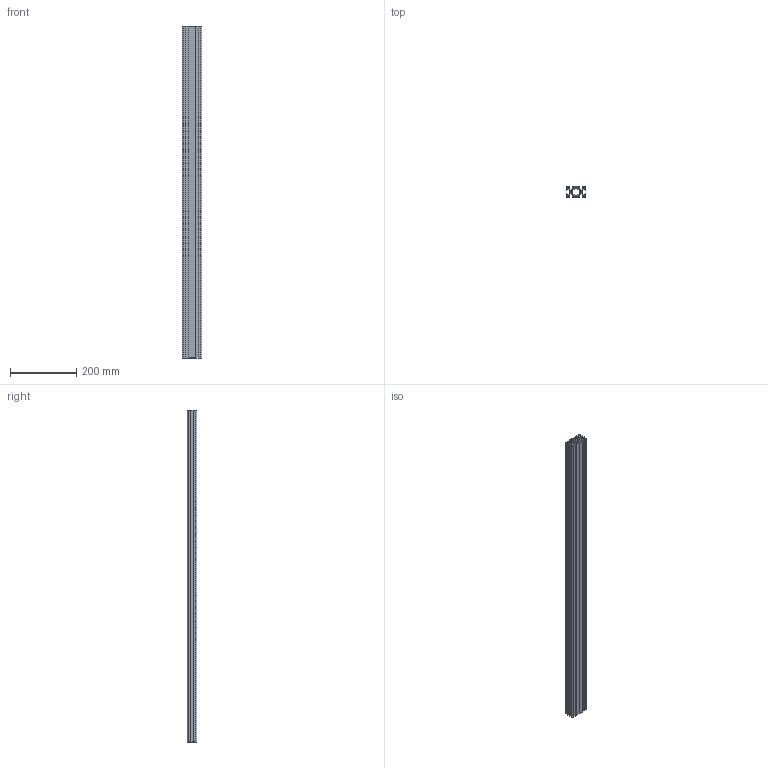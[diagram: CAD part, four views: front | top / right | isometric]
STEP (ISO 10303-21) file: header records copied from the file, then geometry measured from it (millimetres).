
FILE_DESCRIPTION(/* description */ (''),/* implementation_level */ '2;1');
FILE_NAME(/* name */ '113015',/* time_stamp */ '2014-10-06T11:21:03+02:00',/* author */ (''),/* organization */ (''),/* preprocessor_version */ 'ST-DEVELOPER v14',/* originating_system */ 'HiCAD 2013 1802.4 Build 509',/* authorisation */ '');
FILE_SCHEMA (('AUTOMOTIVE_DESIGN { 1 0 10303 214 1 1 1 1 }'));
Length unit declared in the file: millimetre
Products named in the file (2): Root; 11301530x60BOIKON0
Assembly tree (1 placements, depth 2):
  Root
    11301530x60BOIKON0
Bounding box: 60 x 30 x 1000 mm (x, y, z)
Volume: 594273.1 mm3; surface area: 529072.3 mm2
Topology: 1 solids, 1 shells, 84 faces, 246 edges, 164 vertices
Faces by surface type: plane 74, cylinder 10
Full cylindrical faces by diameter (mm): 4 x4, 6.8 x2
Entity records: 5184 total; most frequent: CARTESIAN_POINT 490, PRESENTATION_STYLE_ASSIGNMENT 481, COLOUR_RGB 481, DRAUGHTING_PRE_DEFINED_CURVE_FONT 480, CURVE_STYLE 480, OVER_RIDING_STYLED_ITEM 480, ORIENTED_EDGE 480, DIRECTION 432
